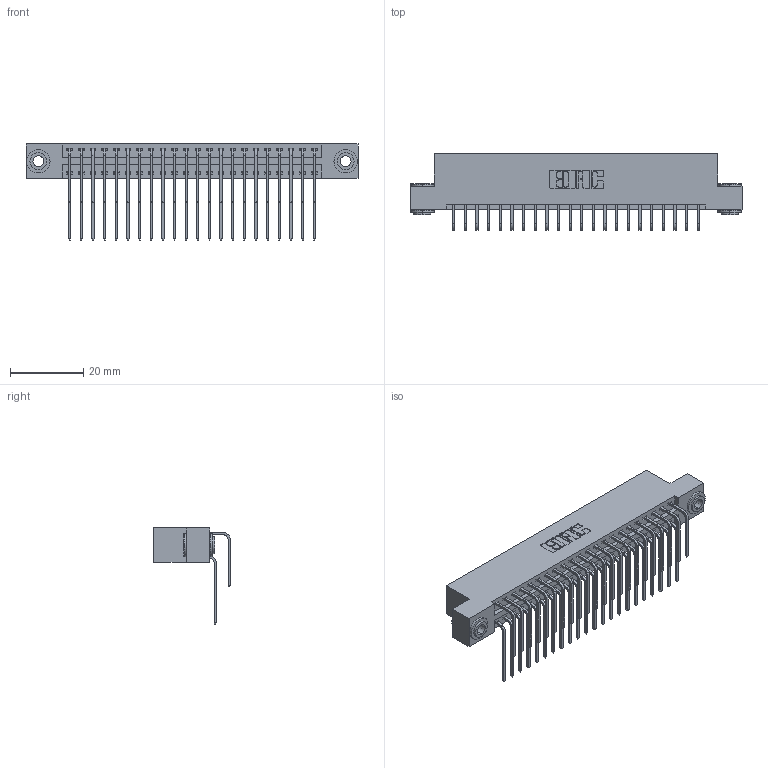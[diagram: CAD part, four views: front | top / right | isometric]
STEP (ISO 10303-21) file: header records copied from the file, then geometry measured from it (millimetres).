
FILE_DESCRIPTION (( 'STEP AP203' ), '1' );
FILE_NAME ('346-044-559-203.STEP', '2022-05-20T08:17:46', ( '' ), ( '' ), 'SwSTEP 2.0', 'SolidWorks 2020', '' );
FILE_SCHEMA (( 'CONFIG_CONTROL_DESIGN' ));
Length unit declared in the file: inch
Products named in the file (5): 346-044-559-203; 346 Part_Flush Mounting Lugs - 0.156 Dia-TH; 345-250-002_345-250-002-102; 345-292-001_559 Tail - 2; 345-292-001_558 559 Tail - 1
Assembly tree (47 placements, depth 2):
  346-044-559-203
    346 Part_Flush Mounting Lugs - 0.156 Dia-TH
    345-292-001_558 559 Tail - 1  x22
    345-292-001_559 Tail - 2  x22
    345-250-002_345-250-002-102  x2
Bounding box: 90.42 x 20.89 x 26.16 mm (x, y, z)
Volume: 8917.2 mm3; surface area: 13409.4 mm2
Topology: 47 solids, 47 shells, 2550 faces, 7525 edges, 4954 vertices
Faces by surface type: plane 1728, cylinder 814, cone 8
Entity records: 19900 total; most frequent: CARTESIAN_POINT 3340, ORIENTED_EDGE 3214, DIRECTION 2997, EDGE_CURVE 1607, LINE 1323, VECTOR 1323, VERTEX_POINT 1066, AXIS2_PLACEMENT_3D 837
